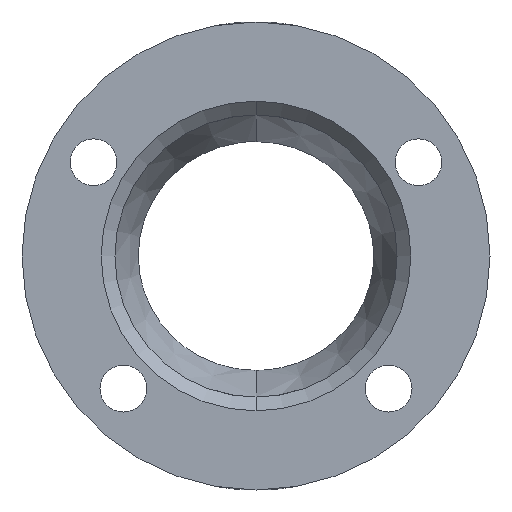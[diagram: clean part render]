
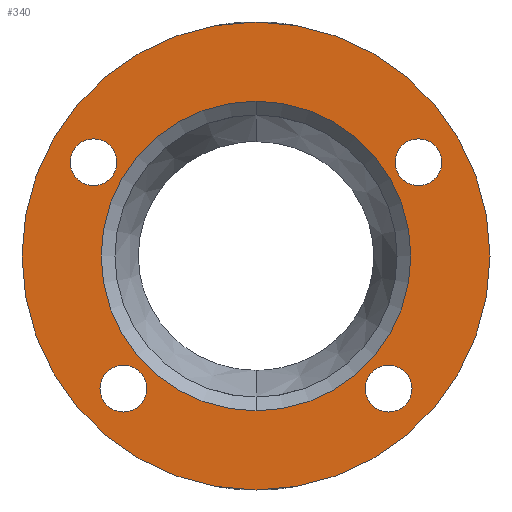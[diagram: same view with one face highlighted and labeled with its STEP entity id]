
A CAD part, front view. The second image highlights one B-rep face of the part: STEP entity #340.
In plain terms, the highlighted planar face has unit normal (0, -1, 0).
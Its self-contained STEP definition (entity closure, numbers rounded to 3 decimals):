
#47 = CIRCLE ( 'NONE', #2323, 1.7 ) ;
#85 = DIRECTION ( 'NONE',  ( 0., 0., 1. ) ) ;
#153 = CARTESIAN_POINT ( 'NONE',  ( -9.634, 0., -7.934 ) ) ;
#160 = AXIS2_PLACEMENT_3D ( 'NONE', #3605, #1498, #85 ) ;
#207 = DIRECTION ( 'NONE',  ( 0., 0., 1. ) ) ;
#239 = DIRECTION ( 'NONE',  ( 0., 0., 1. ) ) ;
#283 = DIRECTION ( 'NONE',  ( 0., 1., 0. ) ) ;
#290 = DIRECTION ( 'NONE',  ( 0., 0., 1. ) ) ;
#292 = ORIENTED_EDGE ( 'NONE', *, *, #2381, .T. ) ;
#298 = FACE_BOUND ( 'NONE', #2876, .T. ) ;
#317 = FACE_BOUND ( 'NONE', #2998, .T. ) ;
#340 = ADVANCED_FACE ( 'NONE', ( #1148, #317, #2919, #298, #3464, #3162 ), #646, .F. ) ;
#344 = AXIS2_PLACEMENT_3D ( 'NONE', #1350, #1150, #239 ) ;
#357 = DIRECTION ( 'NONE',  ( 0., 0., 1. ) ) ;
#383 = ORIENTED_EDGE ( 'NONE', *, *, #2968, .T. ) ;
#444 = DIRECTION ( 'NONE',  ( 0., 0., 1. ) ) ;
#514 = CARTESIAN_POINT ( 'NONE',  ( 0., 0., -11.25 ) ) ;
#516 = DIRECTION ( 'NONE',  ( 0., 0., 1. ) ) ;
#534 = VERTEX_POINT ( 'NONE', #514 ) ;
#537 = DIRECTION ( 'NONE',  ( 0., 1., 0. ) ) ;
#539 = VERTEX_POINT ( 'NONE', #2793 ) ;
#541 = CARTESIAN_POINT ( 'NONE',  ( 9.634, 0., -9.634 ) ) ;
#553 = CARTESIAN_POINT ( 'NONE',  ( -11.8, 0., 5.112 ) ) ;
#556 = DIRECTION ( 'NONE',  ( 0., 0., -1. ) ) ;
#579 = CARTESIAN_POINT ( 'NONE',  ( 9.634, 0., -9.634 ) ) ;
#598 = AXIS2_PLACEMENT_3D ( 'NONE', #1786, #1465, #357 ) ;
#603 = VERTEX_POINT ( 'NONE', #553 ) ;
#646 = PLANE ( 'NONE',  #598 ) ;
#692 = VERTEX_POINT ( 'NONE', #3152 ) ;
#759 = CARTESIAN_POINT ( 'NONE',  ( 0., 0., 17. ) ) ;
#788 = CARTESIAN_POINT ( 'NONE',  ( 11.8, 0., 6.812 ) ) ;
#828 = AXIS2_PLACEMENT_3D ( 'NONE', #1986, #1373, #2514 ) ;
#839 = AXIS2_PLACEMENT_3D ( 'NONE', #3318, #3372, #207 ) ;
#859 = VERTEX_POINT ( 'NONE', #153 ) ;
#900 = ORIENTED_EDGE ( 'NONE', *, *, #1052, .T. ) ;
#924 = ORIENTED_EDGE ( 'NONE', *, *, #993, .T. ) ;
#942 = VERTEX_POINT ( 'NONE', #1303 ) ;
#955 = CIRCLE ( 'NONE', #344, 1.7 ) ;
#956 = VERTEX_POINT ( 'NONE', #759 ) ;
#993 = EDGE_CURVE ( 'NONE', #2399, #859, #3281, .T. ) ;
#1052 = EDGE_CURVE ( 'NONE', #603, #2948, #2451, .T. ) ;
#1072 = DIRECTION ( 'NONE',  ( 0., 1., 0. ) ) ;
#1098 = EDGE_CURVE ( 'NONE', #859, #2399, #3396, .T. ) ;
#1121 = VERTEX_POINT ( 'NONE', #2246 ) ;
#1148 = FACE_BOUND ( 'NONE', #1460, .T. ) ;
#1150 = DIRECTION ( 'NONE',  ( 0., 1., 0. ) ) ;
#1218 = EDGE_LOOP ( 'NONE', ( #2981, #924 ) ) ;
#1257 = CIRCLE ( 'NONE', #1426, 1.7 ) ;
#1271 = ORIENTED_EDGE ( 'NONE', *, *, #2008, .T. ) ;
#1275 = ORIENTED_EDGE ( 'NONE', *, *, #3558, .T. ) ;
#1293 = DIRECTION ( 'NONE',  ( 0., 1., 0. ) ) ;
#1303 = CARTESIAN_POINT ( 'NONE',  ( 11.8, 0., 5.112 ) ) ;
#1339 = CARTESIAN_POINT ( 'NONE',  ( -9.634, 0., -9.634 ) ) ;
#1346 = DIRECTION ( 'NONE',  ( 0., 1., 0. ) ) ;
#1350 = CARTESIAN_POINT ( 'NONE',  ( 11.8, 0., 6.812 ) ) ;
#1353 = ORIENTED_EDGE ( 'NONE', *, *, #2926, .T. ) ;
#1373 = DIRECTION ( 'NONE',  ( 0., -1., 0. ) ) ;
#1386 = DIRECTION ( 'NONE',  ( 0., 0., 1. ) ) ;
#1426 = AXIS2_PLACEMENT_3D ( 'NONE', #579, #2854, #290 ) ;
#1460 = EDGE_LOOP ( 'NONE', ( #2034, #1353 ) ) ;
#1465 = DIRECTION ( 'NONE',  ( 0., 1., 0. ) ) ;
#1486 = AXIS2_PLACEMENT_3D ( 'NONE', #541, #1072, #1386 ) ;
#1498 = DIRECTION ( 'NONE',  ( 0., 1., 0. ) ) ;
#1500 = ORIENTED_EDGE ( 'NONE', *, *, #1767, .T. ) ;
#1547 = CIRCLE ( 'NONE', #828, 17. ) ;
#1624 = DIRECTION ( 'NONE',  ( 0., 1., 0. ) ) ;
#1714 = EDGE_CURVE ( 'NONE', #3250, #956, #3517, .T. ) ;
#1767 = EDGE_CURVE ( 'NONE', #1121, #2720, #1257, .T. ) ;
#1780 = DIRECTION ( 'NONE',  ( 0., -1., 0. ) ) ;
#1786 = CARTESIAN_POINT ( 'NONE',  ( -10.25, 0., 0. ) ) ;
#1869 = EDGE_LOOP ( 'NONE', ( #2962, #1275 ) ) ;
#1963 = EDGE_CURVE ( 'NONE', #534, #539, #3157, .T. ) ;
#1980 = CARTESIAN_POINT ( 'NONE',  ( -11.8, 0., 8.512 ) ) ;
#1986 = CARTESIAN_POINT ( 'NONE',  ( 0., 0., 0. ) ) ;
#2008 = EDGE_CURVE ( 'NONE', #942, #692, #47, .T. ) ;
#2023 = CARTESIAN_POINT ( 'NONE',  ( 0., 0., -17. ) ) ;
#2034 = ORIENTED_EDGE ( 'NONE', *, *, #1963, .T. ) ;
#2246 = CARTESIAN_POINT ( 'NONE',  ( 9.634, 0., -11.334 ) ) ;
#2323 = AXIS2_PLACEMENT_3D ( 'NONE', #788, #537, #516 ) ;
#2374 = CARTESIAN_POINT ( 'NONE',  ( -9.634, 0., -11.334 ) ) ;
#2381 = EDGE_CURVE ( 'NONE', #2948, #603, #2503, .T. ) ;
#2383 = CIRCLE ( 'NONE', #1486, 1.7 ) ;
#2399 = VERTEX_POINT ( 'NONE', #2374 ) ;
#2431 = EDGE_LOOP ( 'NONE', ( #383, #1500 ) ) ;
#2451 = CIRCLE ( 'NONE', #839, 1.7 ) ;
#2472 = DIRECTION ( 'NONE',  ( 0., 0., 1. ) ) ;
#2486 = EDGE_CURVE ( 'NONE', #692, #942, #955, .T. ) ;
#2499 = AXIS2_PLACEMENT_3D ( 'NONE', #3115, #1780, #556 ) ;
#2503 = CIRCLE ( 'NONE', #160, 1.7 ) ;
#2514 = DIRECTION ( 'NONE',  ( 0., 0., -1. ) ) ;
#2620 = ORIENTED_EDGE ( 'NONE', *, *, #2486, .T. ) ;
#2713 = CARTESIAN_POINT ( 'NONE',  ( 0., 0., 0. ) ) ;
#2720 = VERTEX_POINT ( 'NONE', #2903 ) ;
#2793 = CARTESIAN_POINT ( 'NONE',  ( 0., 0., 11.25 ) ) ;
#2854 = DIRECTION ( 'NONE',  ( 0., 1., 0. ) ) ;
#2876 = EDGE_LOOP ( 'NONE', ( #2620, #1271 ) ) ;
#2903 = CARTESIAN_POINT ( 'NONE',  ( 9.634, 0., -7.934 ) ) ;
#2919 = FACE_BOUND ( 'NONE', #1218, .T. ) ;
#2926 = EDGE_CURVE ( 'NONE', #539, #534, #3084, .T. ) ;
#2948 = VERTEX_POINT ( 'NONE', #1980 ) ;
#2962 = ORIENTED_EDGE ( 'NONE', *, *, #1714, .T. ) ;
#2968 = EDGE_CURVE ( 'NONE', #2720, #1121, #2383, .T. ) ;
#2981 = ORIENTED_EDGE ( 'NONE', *, *, #1098, .T. ) ;
#2998 = EDGE_LOOP ( 'NONE', ( #292, #900 ) ) ;
#3084 = CIRCLE ( 'NONE', #3387, 11.25 ) ;
#3115 = CARTESIAN_POINT ( 'NONE',  ( 0., 0., 0. ) ) ;
#3128 = DIRECTION ( 'NONE',  ( 0., 0., 1. ) ) ;
#3152 = CARTESIAN_POINT ( 'NONE',  ( 11.8, 0., 8.512 ) ) ;
#3157 = CIRCLE ( 'NONE', #3620, 11.25 ) ;
#3162 = FACE_OUTER_BOUND ( 'NONE', #1869, .T. ) ;
#3164 = AXIS2_PLACEMENT_3D ( 'NONE', #3337, #283, #3128 ) ;
#3250 = VERTEX_POINT ( 'NONE', #2023 ) ;
#3281 = CIRCLE ( 'NONE', #3575, 1.7 ) ;
#3300 = DIRECTION ( 'NONE',  ( 0., 0., 1. ) ) ;
#3318 = CARTESIAN_POINT ( 'NONE',  ( -11.8, 0., 6.812 ) ) ;
#3337 = CARTESIAN_POINT ( 'NONE',  ( -9.634, 0., -9.634 ) ) ;
#3372 = DIRECTION ( 'NONE',  ( 0., 1., 0. ) ) ;
#3387 = AXIS2_PLACEMENT_3D ( 'NONE', #3401, #1346, #2472 ) ;
#3396 = CIRCLE ( 'NONE', #3164, 1.7 ) ;
#3401 = CARTESIAN_POINT ( 'NONE',  ( 0., 0., 0. ) ) ;
#3464 = FACE_BOUND ( 'NONE', #2431, .T. ) ;
#3517 = CIRCLE ( 'NONE', #2499, 17. ) ;
#3558 = EDGE_CURVE ( 'NONE', #956, #3250, #1547, .T. ) ;
#3575 = AXIS2_PLACEMENT_3D ( 'NONE', #1339, #1624, #3300 ) ;
#3605 = CARTESIAN_POINT ( 'NONE',  ( -11.8, 0., 6.812 ) ) ;
#3620 = AXIS2_PLACEMENT_3D ( 'NONE', #2713, #1293, #444 ) ;
